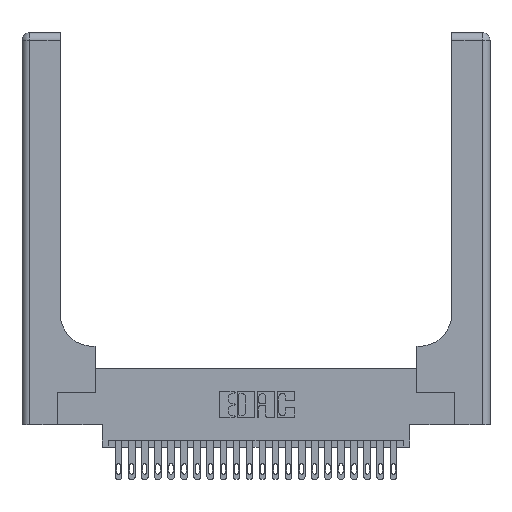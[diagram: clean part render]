
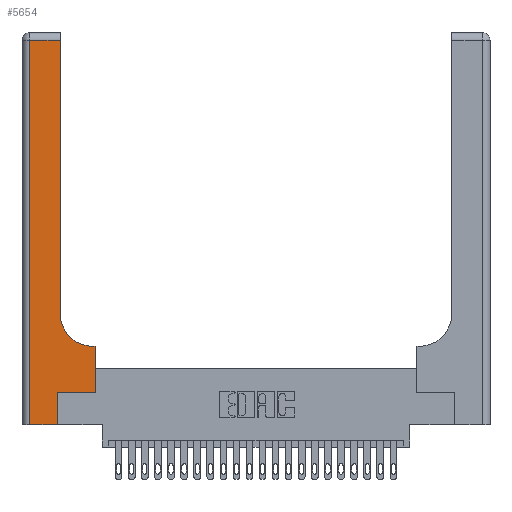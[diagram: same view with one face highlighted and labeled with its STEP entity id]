
A CAD part, top view. The second image highlights one B-rep face of the part: STEP entity #5654.
In plain terms, the highlighted planar face has unit normal (0, 0, 1).
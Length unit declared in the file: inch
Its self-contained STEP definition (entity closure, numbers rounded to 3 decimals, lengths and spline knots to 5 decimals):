
#730 = VECTOR ( 'NONE', #10405, 39.37008 ) ;
#1045 = ORIENTED_EDGE ( 'NONE', *, *, #24873, .T. ) ;
#1184 = CARTESIAN_POINT ( 'NONE',  ( 0.269, 0., 0.37 ) ) ;
#1233 = ORIENTED_EDGE ( 'NONE', *, *, #22013, .T. ) ;
#1380 = PLANE ( 'NONE',  #9248 ) ;
#1442 = CARTESIAN_POINT ( 'NONE',  ( 0.5415, 0.6, 0.37 ) ) ;
#2204 = CARTESIAN_POINT ( 'NONE',  ( 0.5415, 0.85, 0.37 ) ) ;
#2549 = ORIENTED_EDGE ( 'NONE', *, *, #2571, .T. ) ;
#2571 = EDGE_CURVE ( 'NONE', #13173, #20524, #4980, .T. ) ;
#2753 = VECTOR ( 'NONE', #3559, 39.37008 ) ;
#3369 = LINE ( 'NONE', #7356, #14917 ) ;
#3553 = VERTEX_POINT ( 'NONE', #10734 ) ;
#3559 = DIRECTION ( 'NONE',  ( 1., 0., 0. ) ) ;
#4311 = VERTEX_POINT ( 'NONE', #11050 ) ;
#4980 = CIRCLE ( 'NONE', #24206, 0.25 ) ;
#5012 = LINE ( 'NONE', #22143, #730 ) ;
#5566 = DIRECTION ( 'NONE',  ( 0., 1., 0. ) ) ;
#5654 = ADVANCED_FACE ( 'NONE', ( #24893 ), #1380, .F. ) ;
#6294 = CARTESIAN_POINT ( 'NONE',  ( 0.269, 0.25, 0.37 ) ) ;
#7356 = CARTESIAN_POINT ( 'NONE',  ( 0.5585, 0.25, 0.37 ) ) ;
#7367 = CARTESIAN_POINT ( 'NONE',  ( 0.06, 3., 0.37 ) ) ;
#7427 = DIRECTION ( 'NONE',  ( 0., 0., -1. ) ) ;
#7747 = VERTEX_POINT ( 'NONE', #6294 ) ;
#8099 = LINE ( 'NONE', #16996, #22397 ) ;
#8816 = CARTESIAN_POINT ( 'NONE',  ( 0.5585, 0.6, 0.37 ) ) ;
#9031 = DIRECTION ( 'NONE',  ( -1., 0., 0. ) ) ;
#9248 = AXIS2_PLACEMENT_3D ( 'NONE', #16755, #7427, #15159 ) ;
#9621 = ORIENTED_EDGE ( 'NONE', *, *, #9804, .T. ) ;
#9669 = VERTEX_POINT ( 'NONE', #8816 ) ;
#9760 = CARTESIAN_POINT ( 'NONE',  ( 0.2915, 0.85, 0.37 ) ) ;
#9774 = DIRECTION ( 'NONE',  ( 1., 0., 0. ) ) ;
#9804 = EDGE_CURVE ( 'NONE', #3553, #10553, #11172, .T. ) ;
#10243 = LINE ( 'NONE', #18578, #14509 ) ;
#10405 = DIRECTION ( 'NONE',  ( 0., 1., 0. ) ) ;
#10553 = VERTEX_POINT ( 'NONE', #15477 ) ;
#10734 = CARTESIAN_POINT ( 'NONE',  ( 0.06, 2.94, 0.37 ) ) ;
#10827 = VECTOR ( 'NONE', #11109, 39.37008 ) ;
#10978 = VECTOR ( 'NONE', #14773, 39.37008 ) ;
#11050 = CARTESIAN_POINT ( 'NONE',  ( 0.5585, 0.25, 0.37 ) ) ;
#11109 = DIRECTION ( 'NONE',  ( -1., 0., 0. ) ) ;
#11172 = LINE ( 'NONE', #7367, #16613 ) ;
#11906 = ORIENTED_EDGE ( 'NONE', *, *, #12293, .T. ) ;
#12293 = EDGE_CURVE ( 'NONE', #20524, #24888, #5012, .T. ) ;
#13096 = LINE ( 'NONE', #1184, #10978 ) ;
#13173 = VERTEX_POINT ( 'NONE', #1442 ) ;
#13980 = LINE ( 'NONE', #22597, #2753 ) ;
#14113 = CARTESIAN_POINT ( 'NONE',  ( 0.269, 0., 0.37 ) ) ;
#14343 = EDGE_CURVE ( 'NONE', #4311, #9669, #3369, .T. ) ;
#14509 = VECTOR ( 'NONE', #18758, 39.37008 ) ;
#14773 = DIRECTION ( 'NONE',  ( 0., 1., 0. ) ) ;
#14798 = ORIENTED_EDGE ( 'NONE', *, *, #22295, .T. ) ;
#14917 = VECTOR ( 'NONE', #5566, 39.37008 ) ;
#15159 = DIRECTION ( 'NONE',  ( -1., 0., 0. ) ) ;
#15477 = CARTESIAN_POINT ( 'NONE',  ( 0.06, 0., 0.37 ) ) ;
#16613 = VECTOR ( 'NONE', #20785, 39.37008 ) ;
#16755 = CARTESIAN_POINT ( 'NONE',  ( 0., 3., 0.37 ) ) ;
#16912 = LINE ( 'NONE', #22763, #10827 ) ;
#16996 = CARTESIAN_POINT ( 'NONE',  ( 0.2915, 0.6, 0.37 ) ) ;
#17254 = EDGE_CURVE ( 'NONE', #7747, #4311, #10243, .T. ) ;
#17851 = EDGE_CURVE ( 'NONE', #24888, #3553, #16912, .T. ) ;
#18208 = VERTEX_POINT ( 'NONE', #14113 ) ;
#18578 = CARTESIAN_POINT ( 'NONE',  ( 0.269, 0.25, 0.37 ) ) ;
#18735 = ORIENTED_EDGE ( 'NONE', *, *, #14343, .T. ) ;
#18758 = DIRECTION ( 'NONE',  ( 1., 0., 0. ) ) ;
#19543 = DIRECTION ( 'NONE',  ( 0., 0., -1. ) ) ;
#20086 = EDGE_LOOP ( 'NONE', ( #11906, #22850, #9621, #14798, #1233, #20559, #18735, #1045, #2549 ) ) ;
#20524 = VERTEX_POINT ( 'NONE', #9760 ) ;
#20559 = ORIENTED_EDGE ( 'NONE', *, *, #17254, .T. ) ;
#20676 = CARTESIAN_POINT ( 'NONE',  ( 0.2915, 2.94, 0.37 ) ) ;
#20785 = DIRECTION ( 'NONE',  ( 0., -1., 0. ) ) ;
#22013 = EDGE_CURVE ( 'NONE', #18208, #7747, #13096, .T. ) ;
#22143 = CARTESIAN_POINT ( 'NONE',  ( 0.2915, 3., 0.37 ) ) ;
#22295 = EDGE_CURVE ( 'NONE', #10553, #18208, #13980, .T. ) ;
#22397 = VECTOR ( 'NONE', #9031, 39.37008 ) ;
#22597 = CARTESIAN_POINT ( 'NONE',  ( 0., 0., 0.37 ) ) ;
#22763 = CARTESIAN_POINT ( 'NONE',  ( 0., 2.94, 0.37 ) ) ;
#22850 = ORIENTED_EDGE ( 'NONE', *, *, #17851, .T. ) ;
#24206 = AXIS2_PLACEMENT_3D ( 'NONE', #2204, #19543, #9774 ) ;
#24873 = EDGE_CURVE ( 'NONE', #9669, #13173, #8099, .T. ) ;
#24888 = VERTEX_POINT ( 'NONE', #20676 ) ;
#24893 = FACE_OUTER_BOUND ( 'NONE', #20086, .T. ) ;
